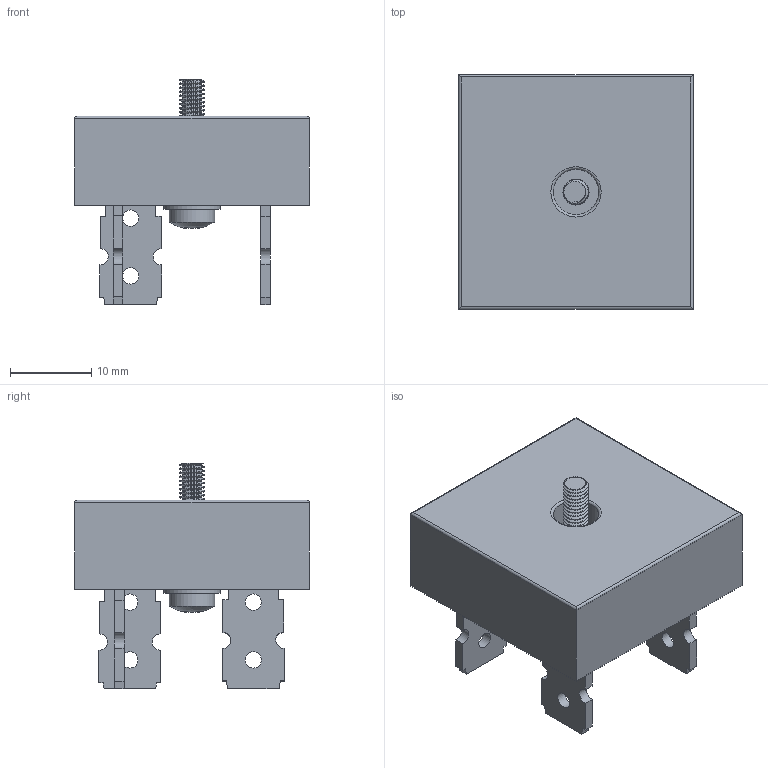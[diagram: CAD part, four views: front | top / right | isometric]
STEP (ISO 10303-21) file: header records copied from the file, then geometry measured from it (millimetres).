
FILE_DESCRIPTION(('FreeCAD Model'),'2;1');
FILE_NAME('Diode_Bridge_GeneSiC_Semiconductor_KBPC_T_Mountpoint.step', '2020-06-27T19:09:34',('kicad StepUp'),('ksu MCAD'), 'Open CASCADE STEP processor 7.3','FreeCAD','Unknown');
FILE_SCHEMA(('AUTOMOTIVE_DESIGN { 1 0 10303 214 1 1 1 1 }'));
Length unit declared in the file: millimetre
Products named in the file (1): Diode_Bridge_GeneSiC_Semiconductor_KBPC_T_Mountpoint
Bounding box: 28.89 x 28.89 x 27.7 mm (x, y, z)
Volume: 8801.2 mm3; surface area: 4471.6 mm2
Topology: 3 solids, 3 shells, 256 faces, 596 edges, 352 vertices
Faces by surface type: bspline 130, plane 92, cylinder 26, cone 5, torus 1, revolution 1, sphere 1
Full cylindrical faces by diameter (mm): 2 x8, 3 x1, 3.2 x1, 5.59 x1, 5.6 x1, 6.59 x1, 7 x1
Entity records: 14581 total; most frequent: CARTESIAN_POINT 7908, ORIENTED_EDGE 1190, DIRECTION 687, EDGE_CURVE 595, VERTEX_POINT 352, FACE_BOUND 283, EDGE_LOOP 283, ADVANCED_FACE 256
